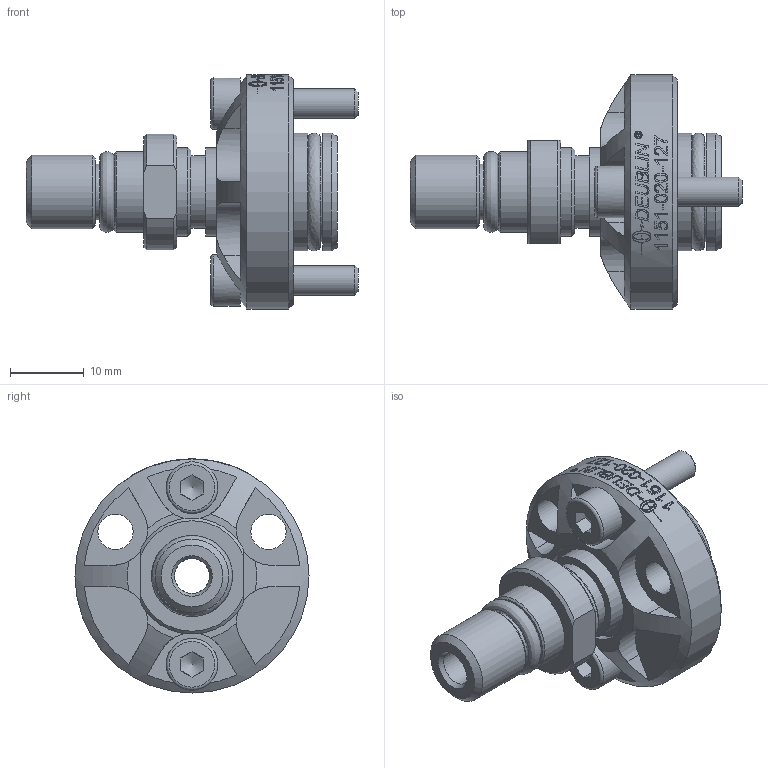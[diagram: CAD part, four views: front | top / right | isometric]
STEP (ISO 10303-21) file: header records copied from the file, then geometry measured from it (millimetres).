
FILE_DESCRIPTION((''),'2;1');
FILE_NAME('1151-020-127-IC.stp','2012-03-12T10:24:33',('cdunkel'),(''),'Autodesk Inventor 2011','Autodesk Inventor 2011','');
FILE_SCHEMA(('AUTOMOTIVE_DESIGN { 1 2 10303 214 0 1 1 1 }'));
Length unit declared in the file: millimetre
Products named in the file (1): 1151-020-127-IC
Bounding box: 45.1 x 31.8 x 31.8 mm (x, y, z)
Volume: 9736.6 mm3; surface area: 6042 mm2
Topology: 2 solids, 2 shells, 447 faces, 1167 edges, 768 vertices
Faces by surface type: plane 251, bspline 110, cylinder 66, cone 15, torus 4, sphere 1
Full cylindrical faces by diameter (mm): 4 x2, 4.7 x1, 4.75 x2, 4.8 x4, 7 x2, 7.6 x2, 9.87 x1, 10 x1, 10.994 x1, 12 x2, 13.53 x2, 14 x1, 15.968 x2, 31.8 x1
Entity records: 16520 total; most frequent: CARTESIAN_POINT 6111, ORIENTED_EDGE 2236, DIRECTION 1983, EDGE_CURVE 1118, AXIS2_PLACEMENT_3D 785, VERTEX_POINT 758, EDGE_LOOP 542, FACE_OUTER_BOUND 447
